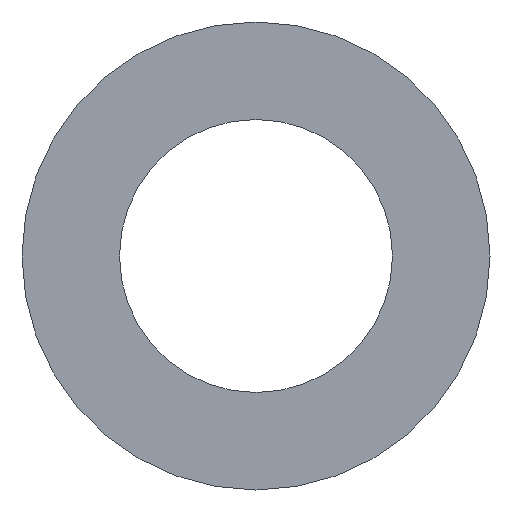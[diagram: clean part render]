
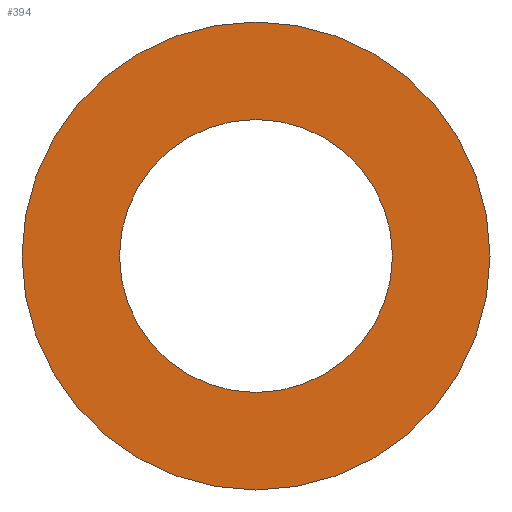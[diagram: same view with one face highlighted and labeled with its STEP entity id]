
A CAD part, left-side view. The second image highlights one B-rep face of the part: STEP entity #394.
In plain terms, the highlighted planar face has unit normal (-1, 0, 0).
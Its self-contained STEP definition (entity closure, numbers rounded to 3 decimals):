
#10 = ORIENTED_EDGE ( 'NONE', *, *, #308, .F. ) ;
#16 = CARTESIAN_POINT ( 'NONE',  ( -8., 0., 0. ) ) ;
#47 = VERTEX_POINT ( 'NONE', #371 ) ;
#66 = CIRCLE ( 'NONE', #167, 12. ) ;
#78 = EDGE_LOOP ( 'NONE', ( #10, #204 ) ) ;
#90 = CARTESIAN_POINT ( 'NONE',  ( -8., 0., 0. ) ) ;
#93 = CARTESIAN_POINT ( 'NONE',  ( -8., 7., 0. ) ) ;
#99 = DIRECTION ( 'NONE',  ( 0., 0., 1. ) ) ;
#107 = AXIS2_PLACEMENT_3D ( 'NONE', #16, #218, #353 ) ;
#127 = DIRECTION ( 'NONE',  ( -1., 0., 0. ) ) ;
#128 = AXIS2_PLACEMENT_3D ( 'NONE', #90, #147, #216 ) ;
#129 = PLANE ( 'NONE',  #130 ) ;
#130 = AXIS2_PLACEMENT_3D ( 'NONE', #93, #127, #158 ) ;
#147 = DIRECTION ( 'NONE',  ( -1., 0., 0. ) ) ;
#156 = CARTESIAN_POINT ( 'NONE',  ( -8., 0., 0. ) ) ;
#158 = DIRECTION ( 'NONE',  ( 0., 0., 1. ) ) ;
#160 = CARTESIAN_POINT ( 'NONE',  ( -8., 0., -12. ) ) ;
#167 = AXIS2_PLACEMENT_3D ( 'NONE', #156, #211, #248 ) ;
#186 = VERTEX_POINT ( 'NONE', #385 ) ;
#204 = ORIENTED_EDGE ( 'NONE', *, *, #325, .F. ) ;
#211 = DIRECTION ( 'NONE',  ( -1., 0., 0. ) ) ;
#216 = DIRECTION ( 'NONE',  ( 0., 0., 1. ) ) ;
#218 = DIRECTION ( 'NONE',  ( -1., 0., 0. ) ) ;
#219 = EDGE_CURVE ( 'NONE', #186, #384, #66, .T. ) ;
#229 = AXIS2_PLACEMENT_3D ( 'NONE', #324, #426, #99 ) ;
#248 = DIRECTION ( 'NONE',  ( 0., 0., 1. ) ) ;
#259 = FACE_BOUND ( 'NONE', #78, .T. ) ;
#267 = ORIENTED_EDGE ( 'NONE', *, *, #219, .T. ) ;
#286 = CARTESIAN_POINT ( 'NONE',  ( -8., 0., -7. ) ) ;
#297 = CIRCLE ( 'NONE', #229, 12. ) ;
#305 = ORIENTED_EDGE ( 'NONE', *, *, #407, .T. ) ;
#308 = EDGE_CURVE ( 'NONE', #47, #356, #310, .T. ) ;
#310 = CIRCLE ( 'NONE', #128, 7. ) ;
#324 = CARTESIAN_POINT ( 'NONE',  ( -8., 0., 0. ) ) ;
#325 = EDGE_CURVE ( 'NONE', #356, #47, #359, .T. ) ;
#341 = EDGE_LOOP ( 'NONE', ( #267, #305 ) ) ;
#353 = DIRECTION ( 'NONE',  ( 0., 0., 1. ) ) ;
#356 = VERTEX_POINT ( 'NONE', #286 ) ;
#359 = CIRCLE ( 'NONE', #107, 7. ) ;
#371 = CARTESIAN_POINT ( 'NONE',  ( -8., 0., 7. ) ) ;
#384 = VERTEX_POINT ( 'NONE', #160 ) ;
#385 = CARTESIAN_POINT ( 'NONE',  ( -8., 0., 12. ) ) ;
#394 = ADVANCED_FACE ( 'NONE', ( #397, #259 ), #129, .T. ) ;
#397 = FACE_OUTER_BOUND ( 'NONE', #341, .T. ) ;
#407 = EDGE_CURVE ( 'NONE', #384, #186, #297, .T. ) ;
#426 = DIRECTION ( 'NONE',  ( -1., 0., 0. ) ) ;
